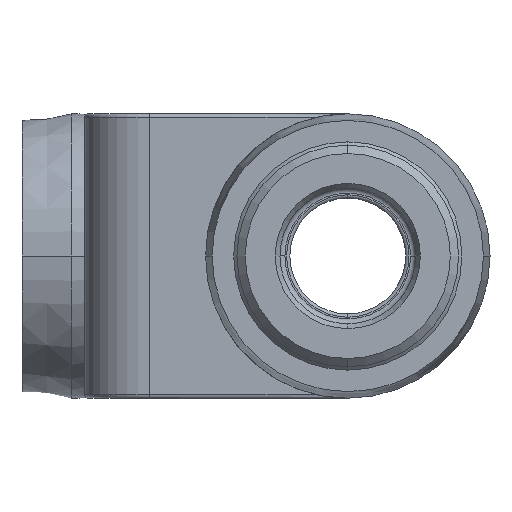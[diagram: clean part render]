
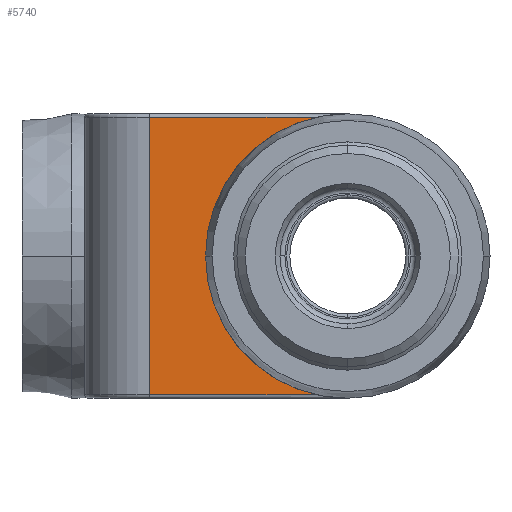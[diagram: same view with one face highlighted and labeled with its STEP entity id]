
A CAD part, left-side view. The second image highlights one B-rep face of the part: STEP entity #5740.
In plain terms, the highlighted planar face has unit normal (-1, 0, 0).
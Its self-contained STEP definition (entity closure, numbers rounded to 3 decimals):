
#1511=DIRECTION('',(0.,-1.,0.));
#1512=VECTOR('',#1511,10.156);
#1513=CARTESIAN_POINT('',(-15.9,12.,8.4));
#1514=LINE('',#1513,#1512);
#1515=CARTESIAN_POINT('',(-15.9,0.,0.));
#1516=DIRECTION('',(1.,0.,0.));
#1517=DIRECTION('',(0.,1.,0.));
#1518=AXIS2_PLACEMENT_3D('',#1515,#1516,#1517);
#1520=CARTESIAN_POINT('',(-15.9,0.,0.));
#1521=DIRECTION('',(1.,0.,0.));
#1522=DIRECTION('',(0.,0.214,-0.977));
#1523=AXIS2_PLACEMENT_3D('',#1520,#1521,#1522);
#1525=DIRECTION('',(0.,1.,0.));
#1526=VECTOR('',#1525,10.156);
#1527=CARTESIAN_POINT('',(-15.9,1.844,-8.4));
#1528=LINE('',#1527,#1526);
#1529=DIRECTION('',(0.,0.,-1.));
#1530=VECTOR('',#1529,16.8);
#1531=CARTESIAN_POINT('',(-15.9,12.,8.4));
#1532=LINE('',#1531,#1530);
#3798=CARTESIAN_POINT('',(-15.9,12.,8.4));
#3799=CARTESIAN_POINT('',(-15.9,1.844,8.4));
#3800=VERTEX_POINT('',#3798);
#3801=VERTEX_POINT('',#3799);
#3872=CARTESIAN_POINT('',(-15.9,12.,-8.4));
#3873=VERTEX_POINT('',#3872);
#3876=CARTESIAN_POINT('',(-15.9,1.844,-8.4));
#3877=VERTEX_POINT('',#3876);
#3994=CARTESIAN_POINT('',(-15.9,8.6,0.));
#3995=VERTEX_POINT('',#3994);
#5724=CARTESIAN_POINT('',(-15.9,0.,-8.6));
#5725=DIRECTION('',(1.,0.,0.));
#5726=DIRECTION('',(0.,1.,0.));
#5727=AXIS2_PLACEMENT_3D('',#5724,#5725,#5726);
#5728=PLANE('',#5727);
#5729=ORIENTED_EDGE('',*,*,#5715,.T.);
#5731=ORIENTED_EDGE('',*,*,#5730,.F.);
#5733=ORIENTED_EDGE('',*,*,#5732,.F.);
#5735=ORIENTED_EDGE('',*,*,#5734,.T.);
#5737=ORIENTED_EDGE('',*,*,#5736,.F.);
#5738=EDGE_LOOP('',(#5729,#5731,#5733,#5735,#5737));
#5739=FACE_OUTER_BOUND('',#5738,.F.);
#5740=ADVANCED_FACE('',(#5739),#5728,.F.);
#1519=CIRCLE('',#1518,8.6);
#1524=CIRCLE('',#1523,8.6);
#5715=EDGE_CURVE('',#3800,#3801,#1514,.T.);
#5730=EDGE_CURVE('',#3995,#3801,#1519,.T.);
#5732=EDGE_CURVE('',#3877,#3995,#1524,.T.);
#5734=EDGE_CURVE('',#3877,#3873,#1528,.T.);
#5736=EDGE_CURVE('',#3800,#3873,#1532,.T.);
